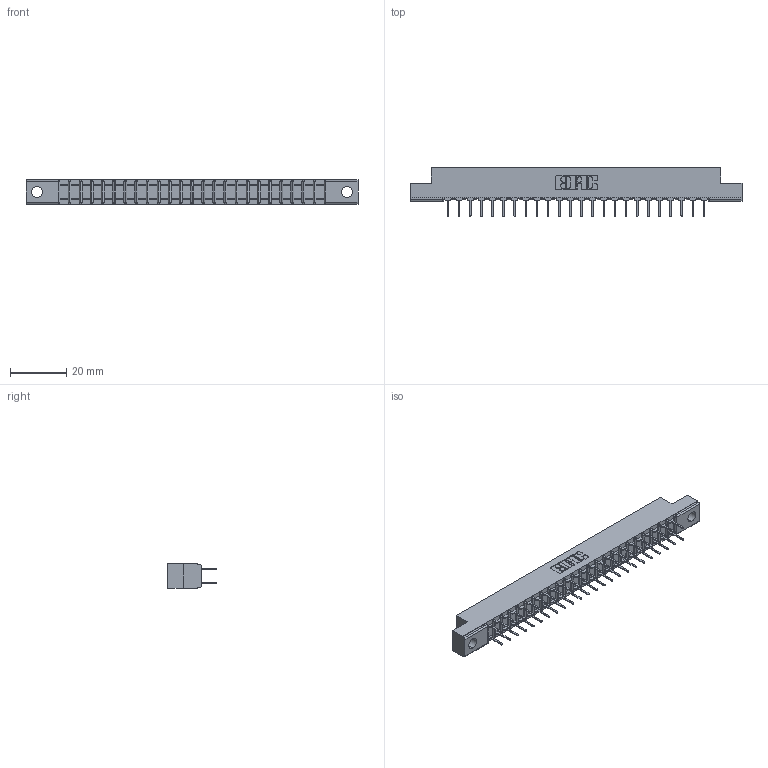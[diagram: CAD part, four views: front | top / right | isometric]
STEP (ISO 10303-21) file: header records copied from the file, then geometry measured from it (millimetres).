
FILE_DESCRIPTION (( 'STEP AP203' ), '1' );
FILE_NAME ('307-048-424-202.STEP', '2020-09-30T03:41:59', ( '' ), ( '' ), 'SwSTEP 2.0', 'SolidWorks 2020', '' );
FILE_SCHEMA (( 'CONFIG_CONTROL_DESIGN' ));
Length unit declared in the file: inch
Products named in the file (3): 307-290-001_524; 307 Part_.128 Dia Mounting Holes; 307-048-424-202
Assembly tree (49 placements, depth 2):
  307-048-424-202
    307 Part_.128 Dia Mounting Holes
    307-290-001_524  x48
Bounding box: 118.11 x 17.42 x 8.71 mm (x, y, z)
Volume: 7622.1 mm3; surface area: 13331.7 mm2
Topology: 49 solids, 49 shells, 2351 faces, 6563 edges, 4242 vertices
Faces by surface type: plane 1558, cylinder 743, sphere 50
Entity records: 23532 total; most frequent: CARTESIAN_POINT 3852, ORIENTED_EDGE 3814, DIRECTION 3781, EDGE_CURVE 1907, VECTOR 1455, LINE 1455, VERTEX_POINT 1234, AXIS2_PLACEMENT_3D 1163
